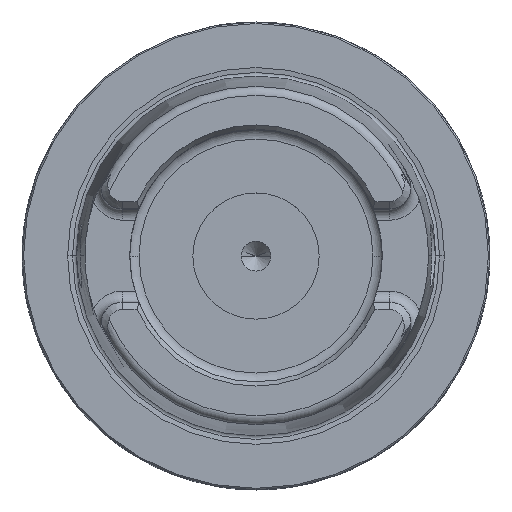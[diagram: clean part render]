
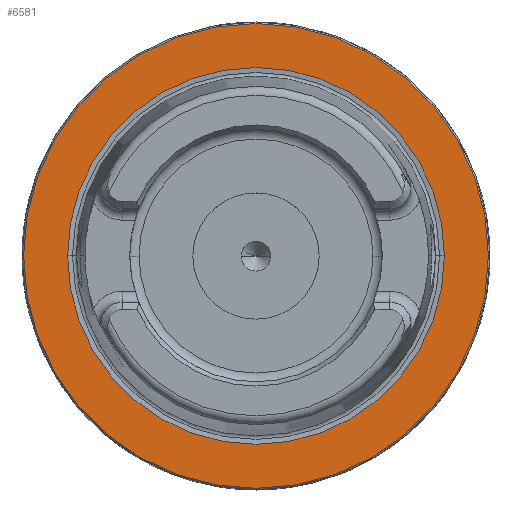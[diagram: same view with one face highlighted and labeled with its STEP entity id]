
A CAD part, top view. The second image highlights one B-rep face of the part: STEP entity #6581.
In plain terms, the highlighted planar face has unit normal (0, 0, 1).
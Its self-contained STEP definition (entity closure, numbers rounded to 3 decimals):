
#2086=CARTESIAN_POINT('',(0.,0.,0.));
#2087=DIRECTION('',(0.,0.,1.));
#2088=DIRECTION('',(1.,0.,0.));
#2089=AXIS2_PLACEMENT_3D('',#2086,#2087,#2088);
#2102=CARTESIAN_POINT('',(0.,0.,0.));
#2103=DIRECTION('',(0.,0.,-1.));
#2104=DIRECTION('',(1.,0.,0.));
#2105=AXIS2_PLACEMENT_3D('',#2102,#2103,#2104);
#2124=CARTESIAN_POINT('',(0.,0.,0.));
#2125=DIRECTION('',(0.,0.,1.));
#2126=DIRECTION('',(1.,0.,0.));
#2127=AXIS2_PLACEMENT_3D('',#2124,#2125,#2126);
#4693=CARTESIAN_POINT('',(0.,0.,0.));
#4694=DIRECTION('',(0.,0.,-1.));
#4695=DIRECTION('',(1.,0.,0.));
#4696=AXIS2_PLACEMENT_3D('',#4693,#4694,#4695);
#4767=CARTESIAN_POINT('',(25.374,0.,0.));
#4769=VERTEX_POINT('',#4767);
#4779=CARTESIAN_POINT('',(-25.374,0.,0.));
#4781=VERTEX_POINT('',#4779);
#5047=CARTESIAN_POINT('',(31.3,0.,0.));
#5048=CARTESIAN_POINT('',(-31.3,0.,0.));
#5049=VERTEX_POINT('',#5047);
#5050=VERTEX_POINT('',#5048);
#6565=CARTESIAN_POINT('',(0.,0.,0.));
#6566=DIRECTION('',(0.,0.,-1.));
#6567=DIRECTION('',(-1.,0.,0.));
#6568=AXIS2_PLACEMENT_3D('',#6565,#6566,#6567);
#6569=PLANE('',#6568);
#6570=ORIENTED_EDGE('',*,*,#6555,.F.);
#6572=ORIENTED_EDGE('',*,*,#6571,.T.);
#6573=EDGE_LOOP('',(#6570,#6572));
#6574=FACE_OUTER_BOUND('',#6573,.F.);
#6576=ORIENTED_EDGE('',*,*,#6575,.F.);
#6578=ORIENTED_EDGE('',*,*,#6577,.T.);
#6579=EDGE_LOOP('',(#6576,#6578));
#6580=FACE_BOUND('',#6579,.F.);
#2090=CIRCLE('',#2089,31.3);
#2106=CIRCLE('',#2105,25.374);
#2128=CIRCLE('',#2127,25.374);
#4697=CIRCLE('',#4696,31.3);
#6555=EDGE_CURVE('',#5049,#5050,#2090,.T.);
#6571=EDGE_CURVE('',#5049,#5050,#4697,.T.);
#6575=EDGE_CURVE('',#4769,#4781,#2106,.T.);
#6577=EDGE_CURVE('',#4769,#4781,#2128,.T.);
#6581=ADVANCED_FACE('',(#6574,#6580),#6569,.F.);
